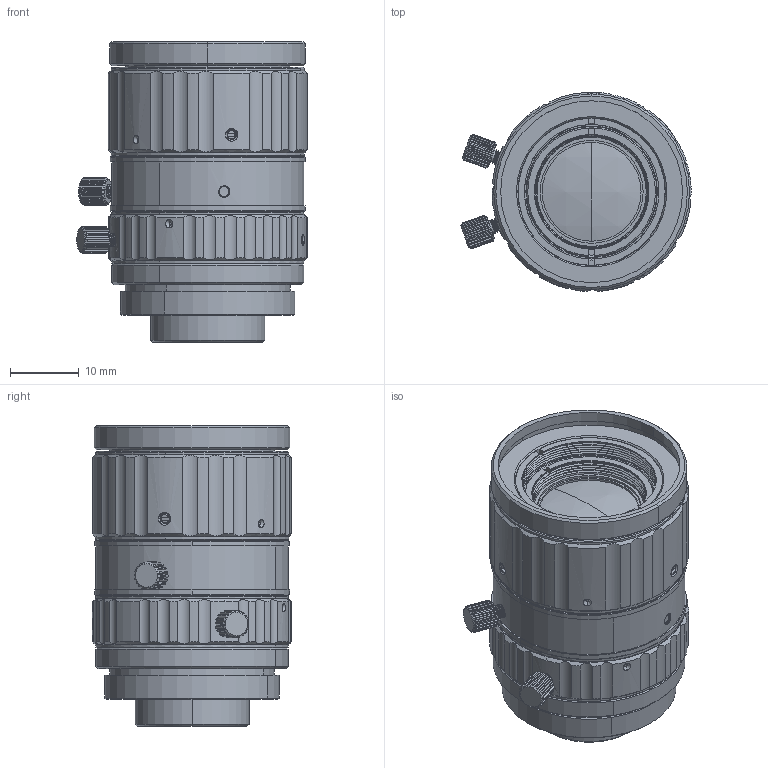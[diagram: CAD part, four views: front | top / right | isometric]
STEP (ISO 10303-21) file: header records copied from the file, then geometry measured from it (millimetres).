
FILE_DESCRIPTION (( 'STEP AP203' ), '1' );
FILE_NAME ('600052.STEP', '2022-02-16T09:45:57', ( '' ), ( '' ), 'SwSTEP 2.0', 'SolidWorks 2020', '' );
FILE_SCHEMA (( 'CONFIG_CONTROL_DESIGN' ));
Length unit declared in the file: millimetre
Products named in the file (1): 600052
Bounding box: 33.56 x 28.99 x 43.76 mm (x, y, z)
Volume: 22768.4 mm3; surface area: 9248.8 mm2
Topology: 11 solids, 16 shells, 1119 faces, 2919 edges, 1880 vertices
Faces by surface type: cylinder 555, plane 280, cone 206, bspline 54, sphere 12, torus 12
Entity records: 56730 total; most frequent: CARTESIAN_POINT 31206, ORIENTED_EDGE 5838, DIRECTION 4527, EDGE_CURVE 2919, VERTEX_POINT 1880, AXIS2_PLACEMENT_3D 1778, B_SPLINE_CURVE_WITH_KNOTS 1221, EDGE_LOOP 1179
